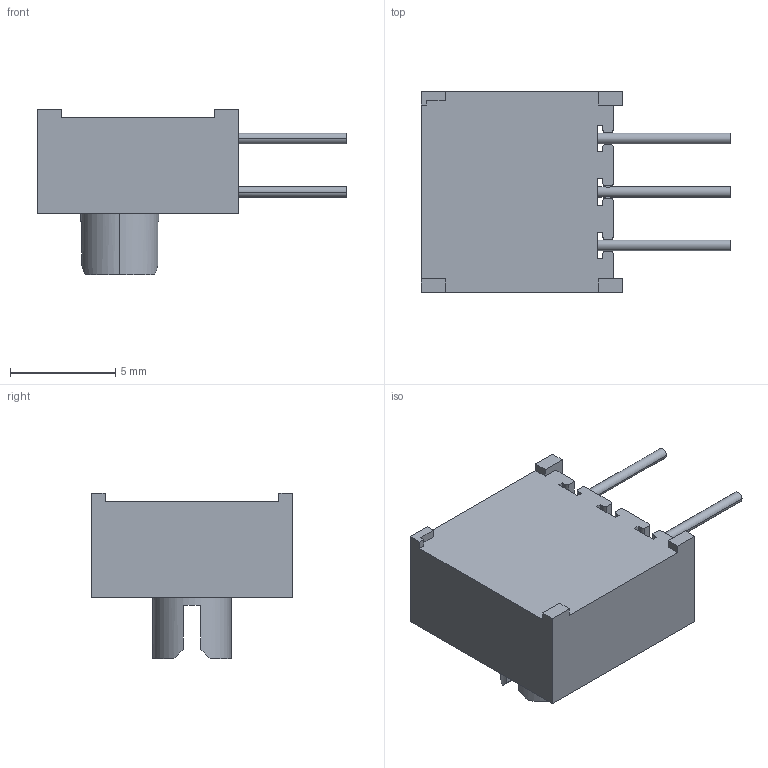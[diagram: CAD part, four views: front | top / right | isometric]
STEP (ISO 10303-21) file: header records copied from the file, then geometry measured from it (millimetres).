
FILE_DESCRIPTION((''),'2;1');
FILE_NAME('33756-68000_2','2012-11-01T',('stevec'),('Bourns, Inc.'),'PRO/ENGINEER BY PARAMETRIC TECHNOLOGY CORPORATION, 2012230','PRO/ENGINEER BY PARAMETRIC TECHNOLOGY CORPORATION, 2012230','');
FILE_SCHEMA(('CONFIG_CONTROL_DESIGN'));
Length unit declared in the file: inch
Products named in the file (1): 33756-68000_2
Bounding box: 14.73 x 9.58 x 7.87 mm (x, y, z)
Volume: 411.1 mm3; surface area: 606.9 mm2
Topology: 1 solids, 1 shells, 120 faces, 326 edges, 216 vertices
Faces by surface type: plane 78, cylinder 30, cone 8, torus 4
Entity records: 3934 total; most frequent: CARTESIAN_POINT 787, ORIENTED_EDGE 652, DIRECTION 647, EDGE_CURVE 326, AXIS2_PLACEMENT_3D 219, VERTEX_POINT 216, VECTOR 209, LINE 209
